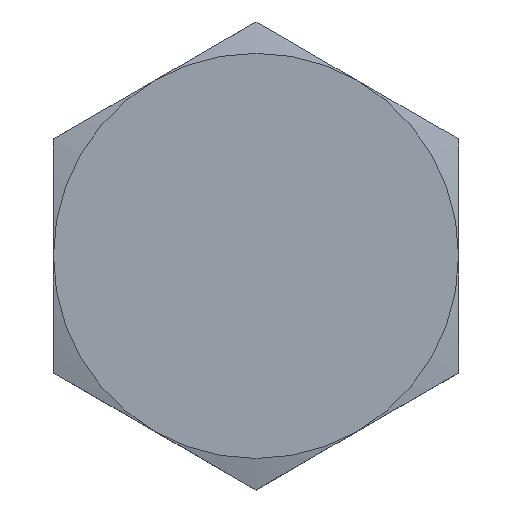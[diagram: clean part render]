
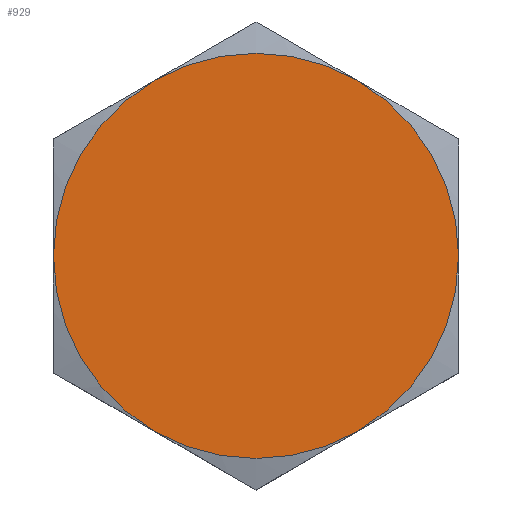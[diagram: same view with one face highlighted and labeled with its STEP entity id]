
A CAD part, top view. The second image highlights one B-rep face of the part: STEP entity #929.
In plain terms, the highlighted planar face has unit normal (0, 0, 1).
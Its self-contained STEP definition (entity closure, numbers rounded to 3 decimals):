
#353=CARTESIAN_POINT('',(-9.5,0.,19.0));
#354=VERTEX_POINT('',#353);
#407=CARTESIAN_POINT('',(-4.75,-8.227,19.0));
#408=VERTEX_POINT('',#407);
#454=CARTESIAN_POINT('',(4.75,-8.227,19.0));
#455=VERTEX_POINT('',#454);
#501=CARTESIAN_POINT('',(9.5,0.,19.0));
#502=VERTEX_POINT('',#501);
#539=CARTESIAN_POINT('',(4.75,8.227,19.0));
#540=VERTEX_POINT('',#539);
#554=CARTESIAN_POINT('',(0.,0.,19.0));
#555=DIRECTION('',(0.0,0.0,1.0));
#556=DIRECTION('',(-1.0,0.0,0.0));
#557=AXIS2_PLACEMENT_3D('',#554,#555,#556);
#558=CIRCLE('',#557,9.5);
#559=EDGE_CURVE('',#502,#540,#558,.T.);
#571=CARTESIAN_POINT('',(0.,0.,19.0));
#572=DIRECTION('',(0.0,0.0,1.0));
#573=DIRECTION('',(-1.0,0.0,0.0));
#574=AXIS2_PLACEMENT_3D('',#571,#572,#573);
#575=CIRCLE('',#574,9.5);
#576=EDGE_CURVE('',#455,#502,#575,.T.);
#588=CARTESIAN_POINT('',(0.,0.,19.0));
#589=DIRECTION('',(0.0,0.0,1.0));
#590=DIRECTION('',(-1.0,0.0,0.0));
#591=AXIS2_PLACEMENT_3D('',#588,#589,#590);
#592=CIRCLE('',#591,9.5);
#593=EDGE_CURVE('',#408,#455,#592,.T.);
#604=CARTESIAN_POINT('',(0.,0.,19.0));
#605=DIRECTION('',(0.0,0.0,1.0));
#606=DIRECTION('',(-1.0,0.0,0.0));
#607=AXIS2_PLACEMENT_3D('',#604,#605,#606);
#608=CIRCLE('',#607,9.5);
#609=EDGE_CURVE('',#354,#408,#608,.T.);
#621=CARTESIAN_POINT('',(-4.75,8.227,19.0));
#622=VERTEX_POINT('',#621);
#623=CARTESIAN_POINT('',(0.,0.,19.0));
#624=DIRECTION('',(0.0,0.0,1.0));
#625=DIRECTION('',(-1.0,0.0,0.0));
#626=AXIS2_PLACEMENT_3D('',#623,#624,#625);
#627=CIRCLE('',#626,9.5);
#628=EDGE_CURVE('',#622,#354,#627,.T.);
#666=CARTESIAN_POINT('',(0.,0.,19.0));
#667=DIRECTION('',(0.0,0.0,1.0));
#668=DIRECTION('',(-1.0,0.0,0.0));
#669=AXIS2_PLACEMENT_3D('',#666,#667,#668);
#670=CIRCLE('',#669,9.5);
#671=EDGE_CURVE('',#540,#622,#670,.T.);
#916=CARTESIAN_POINT('',(0.,0.,19.0));
#917=DIRECTION('',(0.0,0.0,1.0));
#918=DIRECTION('',(1.0,0.0,0.0));
#919=AXIS2_PLACEMENT_3D('',#916,#917,#918);
#920=PLANE('',#919);
#921=ORIENTED_EDGE('',*,*,#671,.T.);
#922=ORIENTED_EDGE('',*,*,#628,.T.);
#923=ORIENTED_EDGE('',*,*,#609,.T.);
#924=ORIENTED_EDGE('',*,*,#593,.T.);
#925=ORIENTED_EDGE('',*,*,#576,.T.);
#926=ORIENTED_EDGE('',*,*,#559,.T.);
#927=EDGE_LOOP('',(#921,#922,#923,#924,#925,#926));
#928=FACE_OUTER_BOUND('',#927,.T.);
#929=ADVANCED_FACE('',(#928),#920,.T.);
